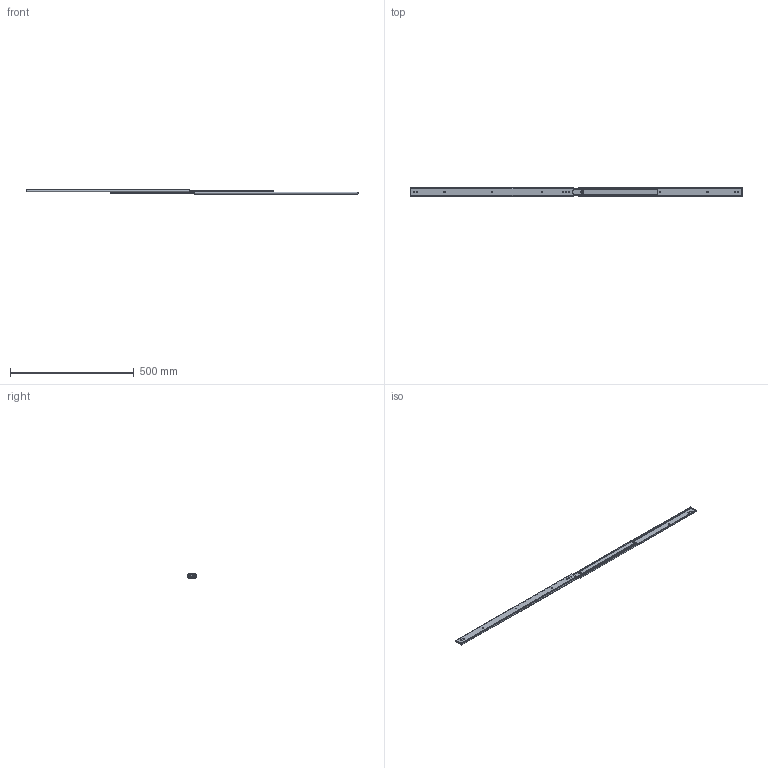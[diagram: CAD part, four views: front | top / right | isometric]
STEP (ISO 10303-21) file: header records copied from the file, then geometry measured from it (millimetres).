
FILE_DESCRIPTION (( 'STEP AP203' ), '1' );
FILE_NAME ('KC-1252-26.STEP', '2022-01-27T06:34:23', ( '' ), ( '' ), 'SwSTEP 2.0', 'SolidWorks 2021', '' );
FILE_SCHEMA (( 'CONFIG_CONTROL_DESIGN' ));
Length unit declared in the file: millimetre
Products named in the file (3): KC-1252-26_outer rail_; KC-1252-26; KC-1252-26_inner rail_
Assembly tree (4 placements, depth 2):
  KC-1252-26
    KC-1252-26_outer rail_  x2
    KC-1252-26_inner rail_  x2
Bounding box: 1342.4 x 35.08 x 19 mm (x, y, z)
Volume: 156606.7 mm3; surface area: 217547.8 mm2
Topology: 4 solids, 4 shells, 276 faces, 800 edges, 532 vertices
Faces by surface type: plane 144, cylinder 132
Entity records: 5113 total; most frequent: CARTESIAN_POINT 1065, ORIENTED_EDGE 800, DIRECTION 762, EDGE_CURVE 400, VERTEX_POINT 266, AXIS2_PLACEMENT_3D 263, LINE 236, VECTOR 236
